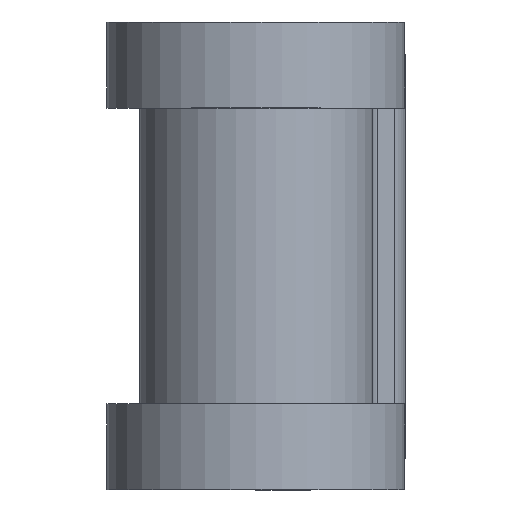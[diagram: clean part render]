
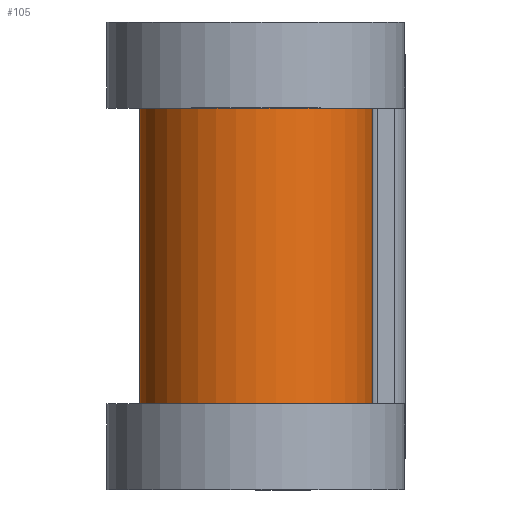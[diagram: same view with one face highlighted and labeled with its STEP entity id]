
A CAD part, top view. The second image highlights one B-rep face of the part: STEP entity #105.
In plain terms, the highlighted cylindrical face has radius 5.512 mm (diameter 11.024 mm), a partial arc.
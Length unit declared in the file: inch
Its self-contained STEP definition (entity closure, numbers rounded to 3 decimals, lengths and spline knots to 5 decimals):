
#64 = CARTESIAN_POINT ( 'NONE',  ( 0., 0.275, 0. ) ) ;
#99 = EDGE_CURVE ( 'NONE', #674, #999, #932, .T. ) ;
#105 = ADVANCED_FACE ( 'NONE', ( #226 ), #798, .T. ) ;
#123 = CARTESIAN_POINT ( 'NONE',  ( 0.217, 0.375, 0. ) ) ;
#134 = DIRECTION ( 'NONE',  ( 0., 0., -1. ) ) ;
#163 = VERTEX_POINT ( 'NONE', #1342 ) ;
#187 = AXIS2_PLACEMENT_3D ( 'NONE', #64, #983, #229 ) ;
#226 = FACE_OUTER_BOUND ( 'NONE', #1517, .T. ) ;
#229 = DIRECTION ( 'NONE',  ( 0., 0., -1. ) ) ;
#247 = AXIS2_PLACEMENT_3D ( 'NONE', #1745, #1711, #1751 ) ;
#356 = DIRECTION ( 'NONE',  ( 0., -1., 0. ) ) ;
#438 = CARTESIAN_POINT ( 'NONE',  ( 0., -0.275, -0.217 ) ) ;
#641 = DIRECTION ( 'NONE',  ( 0., -1., 0. ) ) ;
#654 = EDGE_CURVE ( 'NONE', #163, #674, #728, .T. ) ;
#664 = CARTESIAN_POINT ( 'NONE',  ( 0., 0.375, -0.217 ) ) ;
#674 = VERTEX_POINT ( 'NONE', #953 ) ;
#728 = LINE ( 'NONE', #123, #1385 ) ;
#754 = LINE ( 'NONE', #664, #1404 ) ;
#784 = ORIENTED_EDGE ( 'NONE', *, *, #856, .T. ) ;
#798 = CYLINDRICAL_SURFACE ( 'NONE', #247, 0.217 ) ;
#856 = EDGE_CURVE ( 'NONE', #1617, #999, #754, .T. ) ;
#932 = CIRCLE ( 'NONE', #1697, 0.217 ) ;
#953 = CARTESIAN_POINT ( 'NONE',  ( 0.217, -0.275, 0. ) ) ;
#983 = DIRECTION ( 'NONE',  ( 0., -1., 0. ) ) ;
#999 = VERTEX_POINT ( 'NONE', #438 ) ;
#1008 = CIRCLE ( 'NONE', #187, 0.217 ) ;
#1277 = CARTESIAN_POINT ( 'NONE',  ( 0., 0.275, -0.217 ) ) ;
#1342 = CARTESIAN_POINT ( 'NONE',  ( 0.217, 0.275, 0. ) ) ;
#1343 = DIRECTION ( 'NONE',  ( 0., -1., 0. ) ) ;
#1347 = ORIENTED_EDGE ( 'NONE', *, *, #99, .F. ) ;
#1376 = EDGE_CURVE ( 'NONE', #163, #1617, #1008, .T. ) ;
#1385 = VECTOR ( 'NONE', #641, 39.37008 ) ;
#1404 = VECTOR ( 'NONE', #1343, 39.37008 ) ;
#1455 = ORIENTED_EDGE ( 'NONE', *, *, #654, .F. ) ;
#1517 = EDGE_LOOP ( 'NONE', ( #1455, #1621, #784, #1347 ) ) ;
#1617 = VERTEX_POINT ( 'NONE', #1277 ) ;
#1621 = ORIENTED_EDGE ( 'NONE', *, *, #1376, .T. ) ;
#1697 = AXIS2_PLACEMENT_3D ( 'NONE', #1754, #356, #134 ) ;
#1711 = DIRECTION ( 'NONE',  ( 0., -1., 0. ) ) ;
#1745 = CARTESIAN_POINT ( 'NONE',  ( 0., 0.375, 0. ) ) ;
#1751 = DIRECTION ( 'NONE',  ( 0., 0., -1. ) ) ;
#1754 = CARTESIAN_POINT ( 'NONE',  ( 0., -0.275, 0. ) ) ;
